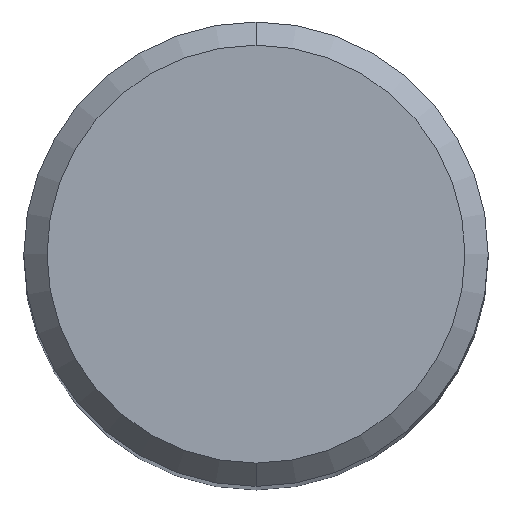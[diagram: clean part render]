
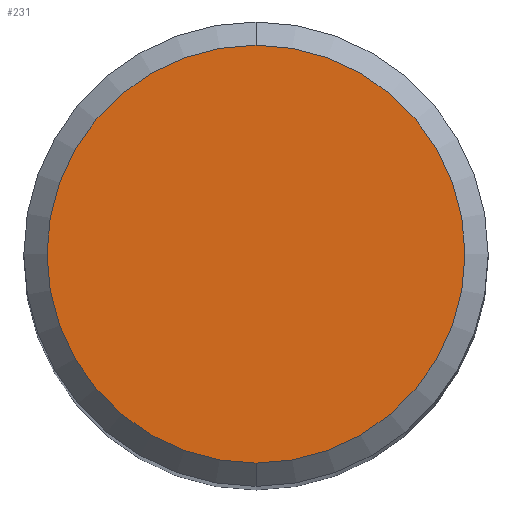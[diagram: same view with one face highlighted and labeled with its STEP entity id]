
A CAD part, top view. The second image highlights one B-rep face of the part: STEP entity #231.
In plain terms, the highlighted planar face has unit normal (0, 0, 1).
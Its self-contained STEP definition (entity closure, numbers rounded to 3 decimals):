
#231=ADVANCED_FACE('',(#543),#544,.T.);
#287=VERTEX_POINT('',#605);
#293=VERTEX_POINT('',#612);
#417=EDGE_CURVE('',#293,#287,#751,.T.);
#459=EDGE_CURVE('',#287,#293,#795,.T.);
#543=FACE_OUTER_BOUND('',#994,.T.);
#544=PLANE('',#995);
#605=CARTESIAN_POINT('',(0.0,3.6,0.0));
#612=CARTESIAN_POINT('',(0.,-3.6,0.0));
#751=CIRCLE('',#1370,3.6);
#795=CIRCLE('',#1448,3.6);
#994=EDGE_LOOP('',(#1507,#1508));
#995=AXIS2_PLACEMENT_3D('',#1509,#1510,#1511);
#1370=AXIS2_PLACEMENT_3D('',#1761,#1762,#1763);
#1448=AXIS2_PLACEMENT_3D('',#1805,#1806,#1807);
#1507=ORIENTED_EDGE('',*,*,#459,.F.);
#1508=ORIENTED_EDGE('',*,*,#417,.F.);
#1509=CARTESIAN_POINT('',(0.0,1.8,0.0));
#1510=DIRECTION('',(-0.0,0.0,1.0));
#1511=DIRECTION('',(0.0,-1.0,0.0));
#1761=CARTESIAN_POINT('',(0.0,0.0,0.0));
#1762=DIRECTION('',(0.0,0.0,-1.0));
#1763=DIRECTION('',(0.0,1.0,0.0));
#1805=CARTESIAN_POINT('',(0.0,0.0,0.0));
#1806=DIRECTION('',(0.0,0.0,-1.0));
#1807=DIRECTION('',(0.0,1.0,0.0));
